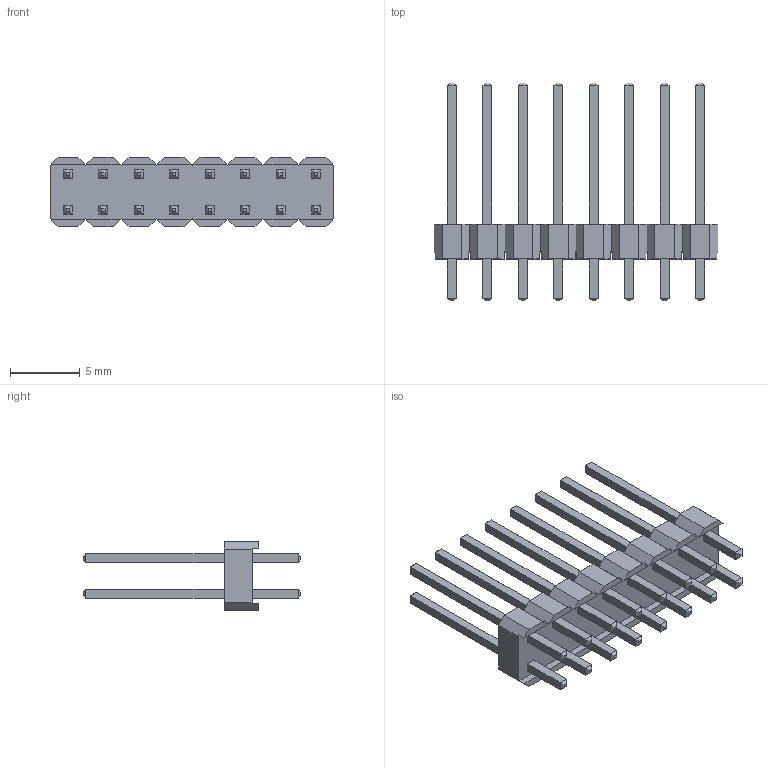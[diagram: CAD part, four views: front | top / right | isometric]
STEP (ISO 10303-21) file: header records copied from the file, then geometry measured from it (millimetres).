
FILE_DESCRIPTION(/* description */ ('STEP AP214','CAx-IF Rec.Pracs.---Representation and Presentation of Product Manufacturing Information (PMI)---4.0---2014-10-13'),/* implementation_level */ '2;1');
FILE_NAME(/* name */ 'User Library-PLD-16(edited).step',/* time_stamp */ '2020-03-01T11:44:49+03:00',/* author */ ('Andre'),/* organization */ (''),/* preprocessor_version */ 'ST-DEVELOPER v18',/* originating_system */ 'Autodesk Inventor 2020',/* authorisation */ '');
FILE_SCHEMA (('AP242_MANAGED_MODEL_BASED_3D_ENGINEERING_MIM_LF { 1 0 10303 442 1 1 4 }'));
Length unit declared in the file: millimetre
Products named in the file (1): User Library-PLD-16
Bounding box: 20.32 x 15.6 x 5 mm (x, y, z)
Volume: 288.3 mm3; surface area: 892.4 mm2
Topology: 1 solids, 1 shells, 372 faces, 981 edges, 738 vertices
Faces by surface type: plane 372
Entity records: 11266 total; most frequent: CARTESIAN_POINT 2014, ORIENTED_EDGE 1772, DIRECTION 1658, LINE 886, VECTOR 886, EDGE_CURVE 886, VERTEX_POINT 548, STYLED_ITEM 470
